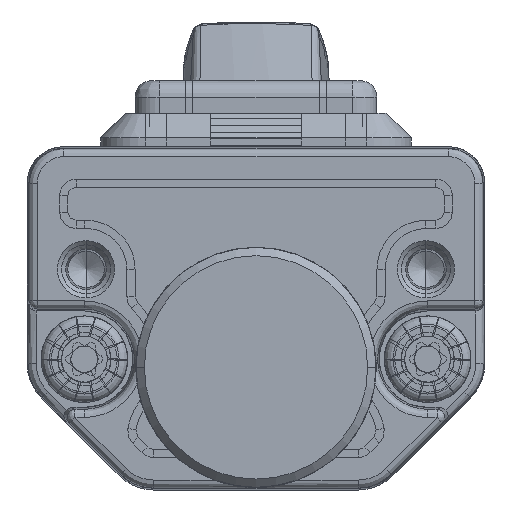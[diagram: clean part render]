
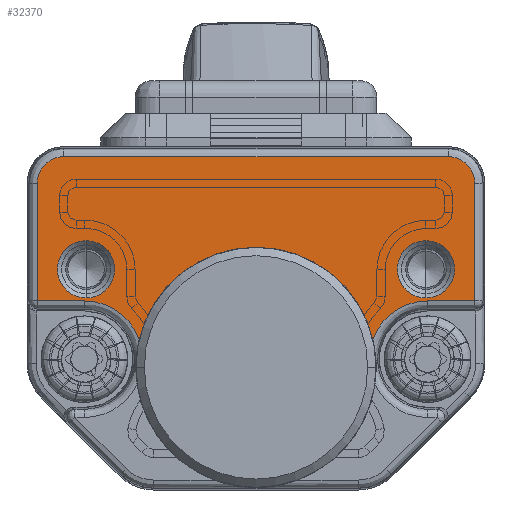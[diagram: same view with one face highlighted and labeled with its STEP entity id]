
A CAD part, left-side view. The second image highlights one B-rep face of the part: STEP entity #32370.
In plain terms, the highlighted face is planar.
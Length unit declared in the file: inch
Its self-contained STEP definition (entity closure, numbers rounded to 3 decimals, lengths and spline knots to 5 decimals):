
#29065=CARTESIAN_POINT('',(13.,8.,10.5));
#29066=DIRECTION('',(-1.,0.,0.));
#29067=DIRECTION('',(0.,1.,0.));
#29068=AXIS2_PLACEMENT_3D('',#29065,#29066,#29067);
#29070=DIRECTION('',(0.,0.,-1.));
#29071=VECTOR('',#29070,2.8909);
#29072=CARTESIAN_POINT('',(13.,11.56353,13.3909));
#29073=LINE('',#29072,#29071);
#29074=DIRECTION('',(0.,-1.,0.));
#29075=VECTOR('',#29074,7.18647);
#29076=CARTESIAN_POINT('',(13.,18.75,13.3909));
#29077=LINE('',#29076,#29075);
#29078=CARTESIAN_POINT('',(13.,18.75,11.75));
#29079=DIRECTION('',(1.,0.,0.));
#29080=DIRECTION('',(0.,1.,0.));
#29081=AXIS2_PLACEMENT_3D('',#29078,#29079,#29080);
#29083=DIRECTION('',(0.,0.,1.));
#29084=VECTOR('',#29083,23.5);
#29085=CARTESIAN_POINT('',(13.,20.3909,-11.75));
#29086=LINE('',#29085,#29084);
#29087=CARTESIAN_POINT('',(13.,18.75,-11.75));
#29088=DIRECTION('',(1.,0.,0.));
#29089=DIRECTION('',(0.,0.,-1.));
#29090=AXIS2_PLACEMENT_3D('',#29087,#29088,#29089);
#29092=DIRECTION('',(0.,1.,0.));
#29093=VECTOR('',#29092,7.18647);
#29094=CARTESIAN_POINT('',(13.,11.56353,-13.3909));
#29095=LINE('',#29094,#29093);
#29096=DIRECTION('',(0.,0.,-1.));
#29097=VECTOR('',#29096,2.8909);
#29098=CARTESIAN_POINT('',(13.,11.56353,-10.5));
#29099=LINE('',#29098,#29097);
#29100=CARTESIAN_POINT('',(13.,8.,-10.5));
#29101=DIRECTION('',(-1.,0.,0.));
#29102=DIRECTION('',(0.,0.34,0.941));
#29103=AXIS2_PLACEMENT_3D('',#29100,#29101,#29102);
#29105=CARTESIAN_POINT('',(13.,7.5,0.));
#29106=DIRECTION('',(1.,0.,0.));
#29107=DIRECTION('',(0.,0.233,-0.973));
#29108=AXIS2_PLACEMENT_3D('',#29105,#29106,#29107);
#29164=CARTESIAN_POINT('',(13.,13.5,-10.3923));
#29165=DIRECTION('',(-1.,0.,0.));
#29166=DIRECTION('',(0.,1.,0.));
#29167=AXIS2_PLACEMENT_3D('',#29164,#29165,#29166);
#29169=CARTESIAN_POINT('',(13.,13.5,-10.3923));
#29170=DIRECTION('',(-1.,0.,0.));
#29171=DIRECTION('',(0.,-1.,0.));
#29172=AXIS2_PLACEMENT_3D('',#29169,#29170,#29171);
#29174=CARTESIAN_POINT('',(13.,13.5,10.3923));
#29175=DIRECTION('',(-1.,0.,0.));
#29176=DIRECTION('',(0.,1.,0.));
#29177=AXIS2_PLACEMENT_3D('',#29174,#29175,#29176);
#29179=CARTESIAN_POINT('',(13.,13.5,10.3923));
#29180=DIRECTION('',(-1.,0.,0.));
#29181=DIRECTION('',(0.,-1.,0.));
#29182=AXIS2_PLACEMENT_3D('',#29179,#29180,#29181);
#29821=CARTESIAN_POINT('',(13.,20.3909,11.75));
#29822=CARTESIAN_POINT('',(13.,18.75,13.3909));
#29823=VERTEX_POINT('',#29821);
#29824=VERTEX_POINT('',#29822);
#29829=CARTESIAN_POINT('',(13.,20.3909,-11.75));
#29830=VERTEX_POINT('',#29829);
#29833=CARTESIAN_POINT('',(13.,18.75,-13.3909));
#29834=VERTEX_POINT('',#29833);
#29869=CARTESIAN_POINT('',(13.,11.56353,10.5));
#29870=CARTESIAN_POINT('',(13.,9.21015,7.14824));
#29871=VERTEX_POINT('',#29869);
#29872=VERTEX_POINT('',#29870);
#29901=CARTESIAN_POINT('',(13.,11.56353,13.3909));
#29902=VERTEX_POINT('',#29901);
#29911=CARTESIAN_POINT('',(13.,9.21015,-7.14824));
#29912=CARTESIAN_POINT('',(13.,11.56353,-10.5));
#29913=VERTEX_POINT('',#29911);
#29914=VERTEX_POINT('',#29912);
#29943=CARTESIAN_POINT('',(13.,11.56353,-13.3909));
#29944=VERTEX_POINT('',#29943);
#30143=CARTESIAN_POINT('',(13.,15.25,-10.3923));
#30144=CARTESIAN_POINT('',(13.,11.75,-10.3923));
#30145=VERTEX_POINT('',#30143);
#30146=VERTEX_POINT('',#30144);
#30147=CARTESIAN_POINT('',(13.,15.25,10.3923));
#30148=CARTESIAN_POINT('',(13.,11.75,10.3923));
#30149=VERTEX_POINT('',#30147);
#30150=VERTEX_POINT('',#30148);
#32331=CARTESIAN_POINT('',(13.,0.,0.));
#32332=DIRECTION('',(1.,0.,0.));
#32333=DIRECTION('',(0.,0.,-1.));
#32334=AXIS2_PLACEMENT_3D('',#32331,#32332,#32333);
#32335=PLANE('',#32334);
#32337=ORIENTED_EDGE('',*,*,#32336,.F.);
#32339=ORIENTED_EDGE('',*,*,#32338,.F.);
#32341=ORIENTED_EDGE('',*,*,#32340,.F.);
#32343=ORIENTED_EDGE('',*,*,#32342,.F.);
#32345=ORIENTED_EDGE('',*,*,#32344,.F.);
#32347=ORIENTED_EDGE('',*,*,#32346,.F.);
#32349=ORIENTED_EDGE('',*,*,#32348,.F.);
#32351=ORIENTED_EDGE('',*,*,#32350,.F.);
#32353=ORIENTED_EDGE('',*,*,#32352,.F.);
#32355=ORIENTED_EDGE('',*,*,#32354,.T.);
#32356=EDGE_LOOP('',(#32337,#32339,#32341,#32343,#32345,#32347,#32349,#32351,
#32353,#32355));
#32357=FACE_OUTER_BOUND('',#32356,.F.);
#32359=ORIENTED_EDGE('',*,*,#32358,.F.);
#32361=ORIENTED_EDGE('',*,*,#32360,.F.);
#32362=EDGE_LOOP('',(#32359,#32361));
#32363=FACE_BOUND('',#32362,.F.);
#32365=ORIENTED_EDGE('',*,*,#32364,.F.);
#32367=ORIENTED_EDGE('',*,*,#32366,.F.);
#32368=EDGE_LOOP('',(#32365,#32367));
#32369=FACE_BOUND('',#32368,.F.);
#32370=ADVANCED_FACE('',(#32357,#32363,#32369),#32335,.T.);
#29069=CIRCLE('',#29068,3.56353);
#29082=CIRCLE('',#29081,1.6409);
#29091=CIRCLE('',#29090,1.6409);
#29104=CIRCLE('',#29103,3.56353);
#29109=CIRCLE('',#29108,7.35);
#29168=CIRCLE('',#29167,1.75);
#29173=CIRCLE('',#29172,1.75);
#29178=CIRCLE('',#29177,1.75);
#29183=CIRCLE('',#29182,1.75);
#32336=EDGE_CURVE('',#29871,#29872,#29069,.T.);
#32338=EDGE_CURVE('',#29902,#29871,#29073,.T.);
#32340=EDGE_CURVE('',#29824,#29902,#29077,.T.);
#32342=EDGE_CURVE('',#29823,#29824,#29082,.T.);
#32344=EDGE_CURVE('',#29830,#29823,#29086,.T.);
#32346=EDGE_CURVE('',#29834,#29830,#29091,.T.);
#32348=EDGE_CURVE('',#29944,#29834,#29095,.T.);
#32350=EDGE_CURVE('',#29914,#29944,#29099,.T.);
#32352=EDGE_CURVE('',#29913,#29914,#29104,.T.);
#32354=EDGE_CURVE('',#29913,#29872,#29109,.T.);
#32358=EDGE_CURVE('',#30145,#30146,#29168,.T.);
#32360=EDGE_CURVE('',#30146,#30145,#29173,.T.);
#32364=EDGE_CURVE('',#30149,#30150,#29178,.T.);
#32366=EDGE_CURVE('',#30150,#30149,#29183,.T.);
